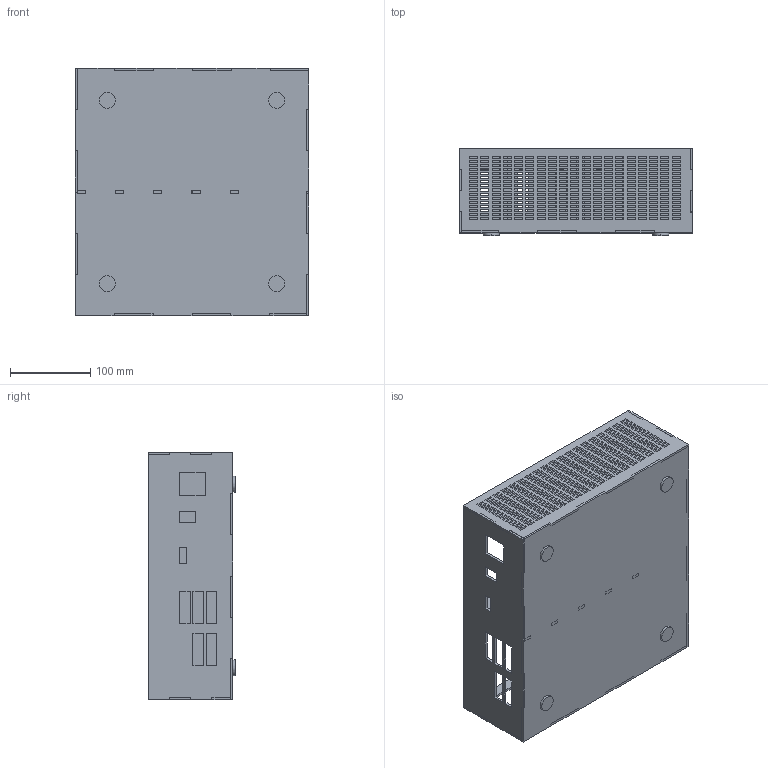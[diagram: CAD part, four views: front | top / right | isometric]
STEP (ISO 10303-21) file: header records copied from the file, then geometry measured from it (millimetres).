
FILE_DESCRIPTION (( 'STEP AP214' ), '1' );
FILE_NAME ('ñáîðêà êîðïóñ ñòåíä 1.STEP', '2024-05-08T11:31:02', ( '' ), ( '' ), 'SwSTEP 2.0', 'SolidWorks 2023', '' );
FILE_SCHEMA (( 'AUTOMOTIVE_DESIGN' ));
Length unit declared in the file: millimetre
Products named in the file (7): передняя панель; Перегородка; сборка корпус стенд 1; радиатор; задняя панель; кулер; дно
Assembly tree (6 placements, depth 2):
  сборка корпус стенд 1
    радиатор
    задняя панель
    дно
    кулер
    передняя панель
    Перегородка
Bounding box: 291 x 108 x 308 mm (x, y, z)
Volume: 671301.7 mm3; surface area: 473690.8 mm2
Topology: 6 solids, 6 shells, 1624 faces, 4856 edges, 3236 vertices
Faces by surface type: plane 1570, cylinder 54
Entity records: 55104 total; most frequent: CARTESIAN_POINT 9749, ORIENTED_EDGE 9712, DIRECTION 8214, EDGE_CURVE 4856, LINE 4748, VECTOR 4748, VERTEX_POINT 3236, EDGE_LOOP 2274
